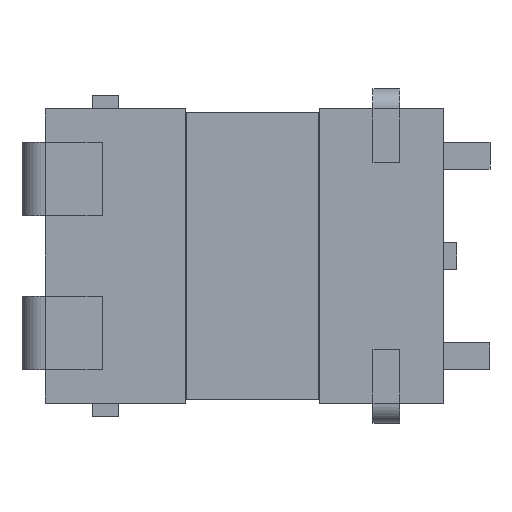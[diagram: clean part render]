
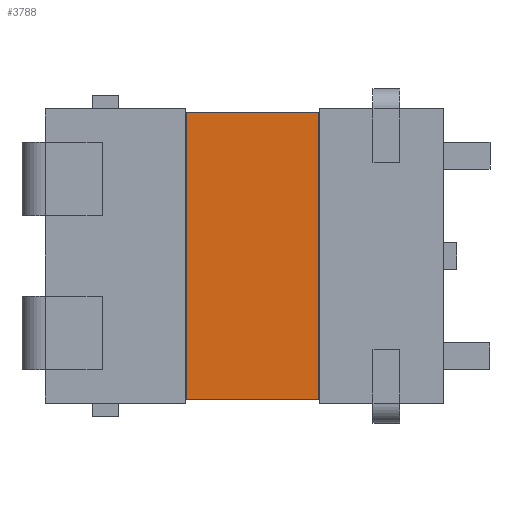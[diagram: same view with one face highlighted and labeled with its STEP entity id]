
A CAD part, front view. The second image highlights one B-rep face of the part: STEP entity #3788.
In plain terms, the highlighted planar face has unit normal (0, -1, 0).
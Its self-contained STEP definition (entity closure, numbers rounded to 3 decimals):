
#494 = CARTESIAN_POINT ( 'NONE',  ( -0.865, 0.05, 2.15 ) ) ;
#857 = EDGE_CURVE ( 'NONE', #2643, #3625, #3714, .T. ) ;
#951 = ORIENTED_EDGE ( 'NONE', *, *, #857, .F. ) ;
#1047 = CARTESIAN_POINT ( 'NONE',  ( 1.115, 0.05, 2.15 ) ) ;
#1312 = CARTESIAN_POINT ( 'NONE',  ( 0., 0.05, 0. ) ) ;
#1327 = DIRECTION ( 'NONE',  ( 1., 0., 0. ) ) ;
#1553 = EDGE_CURVE ( 'NONE', #1966, #4867, #1935, .T. ) ;
#1629 = CARTESIAN_POINT ( 'NONE',  ( -0.865, 0.05, -1.7 ) ) ;
#1751 = VECTOR ( 'NONE', #3113, 1000. ) ;
#1785 = CARTESIAN_POINT ( 'NONE',  ( 1.115, 0.05, -1.7 ) ) ;
#1935 = LINE ( 'NONE', #2340, #5223 ) ;
#1966 = VERTEX_POINT ( 'NONE', #494 ) ;
#2147 = PLANE ( 'NONE',  #3945 ) ;
#2208 = DIRECTION ( 'NONE',  ( 0., 1., 0. ) ) ;
#2256 = LINE ( 'NONE', #1629, #1751 ) ;
#2268 = DIRECTION ( 'NONE',  ( 0., 0., 1. ) ) ;
#2308 = ORIENTED_EDGE ( 'NONE', *, *, #1553, .F. ) ;
#2340 = CARTESIAN_POINT ( 'NONE',  ( 0., 0.05, 2.15 ) ) ;
#2643 = VERTEX_POINT ( 'NONE', #3378 ) ;
#2693 = VECTOR ( 'NONE', #5885, 1000. ) ;
#3113 = DIRECTION ( 'NONE',  ( 0., 0., -1. ) ) ;
#3130 = CARTESIAN_POINT ( 'NONE',  ( 0., 0.05, -2.15 ) ) ;
#3378 = CARTESIAN_POINT ( 'NONE',  ( 1.115, 0.05, -2.15 ) ) ;
#3537 = EDGE_CURVE ( 'NONE', #2643, #4867, #3733, .T. ) ;
#3590 = EDGE_LOOP ( 'NONE', ( #3884, #951, #5478, #2308 ) ) ;
#3625 = VERTEX_POINT ( 'NONE', #4866 ) ;
#3666 = VECTOR ( 'NONE', #2268, 1000. ) ;
#3682 = EDGE_CURVE ( 'NONE', #1966, #3625, #2256, .T. ) ;
#3714 = LINE ( 'NONE', #3130, #2693 ) ;
#3733 = LINE ( 'NONE', #1785, #3666 ) ;
#3788 = ADVANCED_FACE ( 'NONE', ( #4818 ), #2147, .F. ) ;
#3884 = ORIENTED_EDGE ( 'NONE', *, *, #3682, .T. ) ;
#3945 = AXIS2_PLACEMENT_3D ( 'NONE', #1312, #2208, #4591 ) ;
#4591 = DIRECTION ( 'NONE',  ( 0., 0., 1. ) ) ;
#4818 = FACE_OUTER_BOUND ( 'NONE', #3590, .T. ) ;
#4866 = CARTESIAN_POINT ( 'NONE',  ( -0.865, 0.05, -2.15 ) ) ;
#4867 = VERTEX_POINT ( 'NONE', #1047 ) ;
#5223 = VECTOR ( 'NONE', #1327, 1000. ) ;
#5478 = ORIENTED_EDGE ( 'NONE', *, *, #3537, .T. ) ;
#5885 = DIRECTION ( 'NONE',  ( -1., 0., 0. ) ) ;
